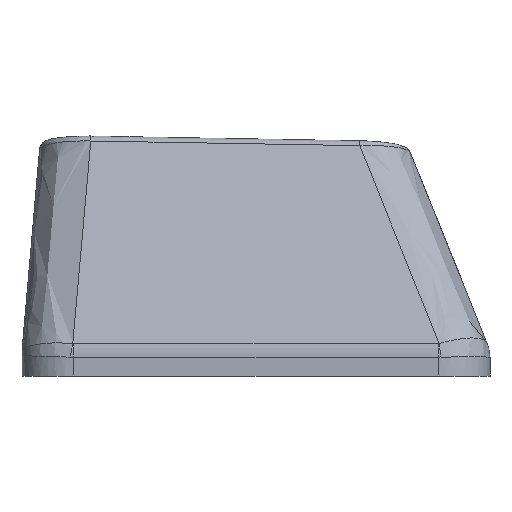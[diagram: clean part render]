
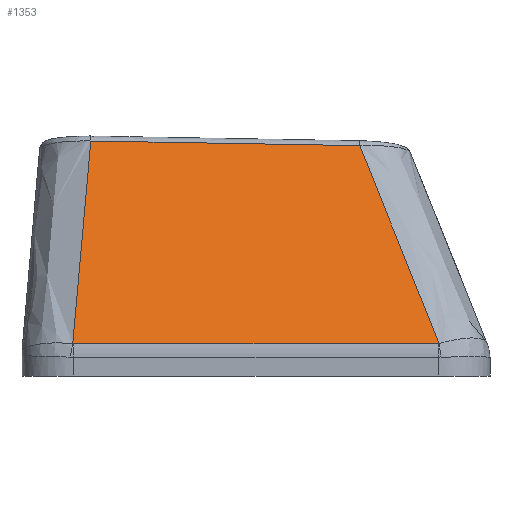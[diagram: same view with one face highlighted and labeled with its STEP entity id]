
A CAD part, left-side view. The second image highlights one B-rep face of the part: STEP entity #1353.
In plain terms, the highlighted free-form (B-spline) face has degree [3, 3] with [4, 4] control points.
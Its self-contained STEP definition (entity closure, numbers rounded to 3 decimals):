
#218=B_SPLINE_SURFACE_WITH_KNOTS('',3,3,((#2511,#2512,#2513,#2514),(#2515,
#2516,#2517,#2518),(#2519,#2520,#2521,#2522),(#2523,#2524,#2525,#2526)),
 .UNSPECIFIED.,.F.,.F.,.F.,(4,4),(4,4),(0.104,0.892),
(0.028,0.97),.UNSPECIFIED.);
#257=FACE_OUTER_BOUND('',#332,.T.);
#332=EDGE_LOOP('',(#991,#992,#993,#994,#995,#996));
#435=B_SPLINE_CURVE_WITH_KNOTS('',3,(#2213,#2214,#2215,#2216),
 .UNSPECIFIED.,.F.,.F.,(4,4),(0.,0.003),
 .UNSPECIFIED.);
#437=B_SPLINE_CURVE_WITH_KNOTS('',3,(#2240,#2241,#2242,#2243),
 .UNSPECIFIED.,.F.,.F.,(4,4),(0.,1.416),.UNSPECIFIED.);
#439=B_SPLINE_CURVE_WITH_KNOTS('',3,(#2267,#2268,#2269,#2270),
 .UNSPECIFIED.,.F.,.F.,(4,4),(0.,0.003),
 .UNSPECIFIED.);
#454=B_SPLINE_CURVE_WITH_KNOTS('',3,(#2528,#2529,#2530,#2531),
 .UNSPECIFIED.,.F.,.F.,(4,4),(0.027,0.904),
 .UNSPECIFIED.);
#455=B_SPLINE_CURVE_WITH_KNOTS('',3,(#2533,#2534,#2535,#2536),
 .UNSPECIFIED.,.F.,.F.,(4,4),(-1.044,0.),
 .UNSPECIFIED.);
#456=B_SPLINE_CURVE_WITH_KNOTS('',3,(#2537,#2538,#2539,#2540),
 .UNSPECIFIED.,.F.,.F.,(4,4),(-0.867,-0.025),
 .UNSPECIFIED.);
#566=VERTEX_POINT('',#2175);
#568=VERTEX_POINT('',#2206);
#570=VERTEX_POINT('',#2233);
#572=VERTEX_POINT('',#2260);
#588=VERTEX_POINT('',#2527);
#589=VERTEX_POINT('',#2532);
#725=EDGE_CURVE('',#566,#568,#435,.T.);
#728=EDGE_CURVE('',#568,#570,#437,.T.);
#731=EDGE_CURVE('',#570,#572,#439,.T.);
#755=EDGE_CURVE('',#588,#566,#454,.T.);
#756=EDGE_CURVE('',#589,#588,#455,.T.);
#757=EDGE_CURVE('',#572,#589,#456,.T.);
#991=ORIENTED_EDGE('',*,*,#731,.F.);
#992=ORIENTED_EDGE('',*,*,#728,.F.);
#993=ORIENTED_EDGE('',*,*,#725,.F.);
#994=ORIENTED_EDGE('',*,*,#755,.F.);
#995=ORIENTED_EDGE('',*,*,#756,.F.);
#996=ORIENTED_EDGE('',*,*,#757,.F.);
#1353=ADVANCED_FACE('',(#257),#218,.T.);
#2175=CARTESIAN_POINT('',(-8.981,-7.107,0.26));
#2206=CARTESIAN_POINT('',(-8.982,-7.081,0.258));
#2213=CARTESIAN_POINT('Ctrl Pts',(-8.981,-7.107,0.26));
#2214=CARTESIAN_POINT('Ctrl Pts',(-8.982,-7.098,0.259));
#2215=CARTESIAN_POINT('Ctrl Pts',(-8.982,-7.089,0.258));
#2216=CARTESIAN_POINT('Ctrl Pts',(-8.982,-7.081,0.258));
#2233=CARTESIAN_POINT('',(-8.986,7.08,0.253));
#2240=CARTESIAN_POINT('Ctrl Pts',(-8.982,-7.081,0.258));
#2241=CARTESIAN_POINT('Ctrl Pts',(-8.984,-2.36,0.256));
#2242=CARTESIAN_POINT('Ctrl Pts',(-8.985,2.36,0.255));
#2243=CARTESIAN_POINT('Ctrl Pts',(-8.986,7.08,0.253));
#2260=CARTESIAN_POINT('',(-8.985,7.111,0.256));
#2267=CARTESIAN_POINT('Ctrl Pts',(-8.986,7.08,0.253));
#2268=CARTESIAN_POINT('Ctrl Pts',(-8.986,7.091,0.253));
#2269=CARTESIAN_POINT('Ctrl Pts',(-8.986,7.101,0.254));
#2270=CARTESIAN_POINT('Ctrl Pts',(-8.985,7.111,0.256));
#2511=CARTESIAN_POINT('Ctrl Pts',(-6.056,-4.415,7.937));
#2512=CARTESIAN_POINT('Ctrl Pts',(-7.033,-5.314,5.374));
#2513=CARTESIAN_POINT('Ctrl Pts',(-8.01,-6.213,2.811));
#2514=CARTESIAN_POINT('Ctrl Pts',(-8.986,-7.111,0.247));
#2515=CARTESIAN_POINT('Ctrl Pts',(-6.056,-0.667,8.));
#2516=CARTESIAN_POINT('Ctrl Pts',(-7.033,-1.235,5.417));
#2517=CARTESIAN_POINT('Ctrl Pts',(-8.01,-1.803,2.833));
#2518=CARTESIAN_POINT('Ctrl Pts',(-8.986,-2.37,0.249));
#2519=CARTESIAN_POINT('Ctrl Pts',(-6.056,3.08,8.063));
#2520=CARTESIAN_POINT('Ctrl Pts',(-7.033,2.844,5.459));
#2521=CARTESIAN_POINT('Ctrl Pts',(-8.01,2.607,2.855));
#2522=CARTESIAN_POINT('Ctrl Pts',(-8.986,2.37,0.251));
#2523=CARTESIAN_POINT('Ctrl Pts',(-6.056,6.828,8.126));
#2524=CARTESIAN_POINT('Ctrl Pts',(-7.033,6.923,5.502));
#2525=CARTESIAN_POINT('Ctrl Pts',(-8.01,7.017,2.878));
#2526=CARTESIAN_POINT('Ctrl Pts',(-8.986,7.111,0.253));
#2527=CARTESIAN_POINT('',(-6.058,-4.026,7.94));
#2528=CARTESIAN_POINT('Ctrl Pts',(-6.058,-4.026,7.94));
#2529=CARTESIAN_POINT('Ctrl Pts',(-7.031,-5.052,5.38));
#2530=CARTESIAN_POINT('Ctrl Pts',(-8.006,-6.079,2.82));
#2531=CARTESIAN_POINT('Ctrl Pts',(-8.981,-7.107,0.26));
#2532=CARTESIAN_POINT('',(-6.056,6.412,8.119));
#2533=CARTESIAN_POINT('Ctrl Pts',(-6.056,6.412,8.119));
#2534=CARTESIAN_POINT('Ctrl Pts',(-6.057,2.933,8.06));
#2535=CARTESIAN_POINT('Ctrl Pts',(-6.057,-0.547,8.));
#2536=CARTESIAN_POINT('Ctrl Pts',(-6.058,-4.026,7.94));
#2537=CARTESIAN_POINT('Ctrl Pts',(-8.985,7.111,0.256));
#2538=CARTESIAN_POINT('Ctrl Pts',(-8.01,6.879,2.877));
#2539=CARTESIAN_POINT('Ctrl Pts',(-7.034,6.646,5.498));
#2540=CARTESIAN_POINT('Ctrl Pts',(-6.056,6.412,8.119));
